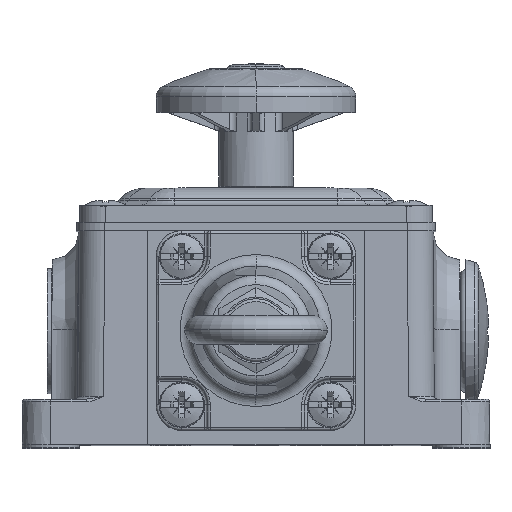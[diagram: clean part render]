
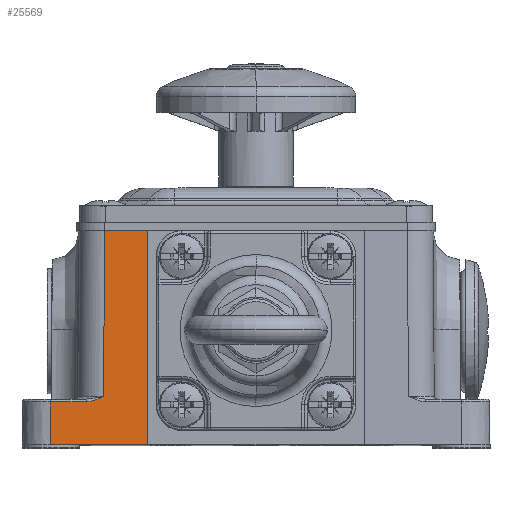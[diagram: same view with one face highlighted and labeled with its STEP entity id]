
A CAD part, top view. The second image highlights one B-rep face of the part: STEP entity #25569.
In plain terms, the highlighted planar face has unit normal (0, 0.003, 1).
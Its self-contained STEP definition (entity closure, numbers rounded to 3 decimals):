
#1373=DIRECTION('',(-1.,0.,0.));
#1374=VECTOR('',#1373,7.5);
#1375=CARTESIAN_POINT('',(-19.,38.,-0.1));
#1376=LINE('',#1375,#1374);
#1599=DIRECTION('',(-1.,0.,0.));
#1600=VECTOR('',#1599,17.);
#1601=CARTESIAN_POINT('',(-19.,0.5,0.));
#1602=LINE('',#1601,#1600);
#1603=DIRECTION('',(0.008,1.,-0.003));
#1604=VECTOR('',#1603,29.002);
#1605=CARTESIAN_POINT('',(-26.732,8.999,
-0.023));
#1606=LINE('',#1605,#1604);
#1615=DIRECTION('',(0.,1.,-0.003));
#1616=VECTOR('',#1615,37.5);
#1617=CARTESIAN_POINT('',(-19.,0.5,0.));
#1618=LINE('',#1617,#1616);
#2851=CARTESIAN_POINT('',(-26.732,8.999,
-0.023));
#2852=CARTESIAN_POINT('',(-27.173,8.771,
-0.022));
#2853=CARTESIAN_POINT('',(-27.982,8.394,
-0.021));
#2854=CARTESIAN_POINT('',(-28.802,8.1,
-0.02));
#2855=CARTESIAN_POINT('',(-29.426,8.012,
-0.02));
#2856=CARTESIAN_POINT('',(-29.728,8.001,
-0.02));
#2867=DIRECTION('',(-1.,0.,0.));
#2868=VECTOR('',#2867,6.272);
#2869=CARTESIAN_POINT('',(-29.728,8.001,
-0.02));
#2870=LINE('',#2869,#2868);
#2914=DIRECTION('',(0.,-1.,0.003));
#2915=VECTOR('',#2914,7.501);
#2916=CARTESIAN_POINT('',(-36.,8.001,
-0.02));
#2917=LINE('',#2916,#2915);
#20802=CARTESIAN_POINT('',(-19.,38.,-0.1));
#20803=VERTEX_POINT('',#20802);
#20804=CARTESIAN_POINT('',(-26.5,38.,
-0.1));
#20805=VERTEX_POINT('',#20804);
#20866=CARTESIAN_POINT('',(-26.732,8.999,
-0.023));
#20867=VERTEX_POINT('',#20866);
#20868=CARTESIAN_POINT('',(-19.,0.5,0.));
#20869=VERTEX_POINT('',#20868);
#20870=CARTESIAN_POINT('',(-36.,0.5,
0.));
#20871=VERTEX_POINT('',#20870);
#20872=CARTESIAN_POINT('',(-36.,8.001,
-0.02));
#20873=VERTEX_POINT('',#20872);
#20874=CARTESIAN_POINT('',(-29.728,8.001,
-0.02));
#20875=VERTEX_POINT('',#20874);
#25550=CARTESIAN_POINT('',(-31.3,38.,-0.1));
#25551=DIRECTION('',(0.,0.003,1.));
#25552=DIRECTION('',(0.,-1.,0.003));
#25553=AXIS2_PLACEMENT_3D('',#25550,#25551,#25552);
#25554=PLANE('',#25553);
#25555=ORIENTED_EDGE('',*,*,#25410,.F.);
#25557=ORIENTED_EDGE('',*,*,#25556,.F.);
#25559=ORIENTED_EDGE('',*,*,#25558,.T.);
#25561=ORIENTED_EDGE('',*,*,#25560,.F.);
#25563=ORIENTED_EDGE('',*,*,#25562,.F.);
#25565=ORIENTED_EDGE('',*,*,#25564,.F.);
#25566=ORIENTED_EDGE('',*,*,#25542,.T.);
#25567=EDGE_LOOP('',(#25555,#25557,#25559,#25561,#25563,#25565,#25566));
#25568=FACE_OUTER_BOUND('',#25567,.F.);
#25569=ADVANCED_FACE('',(#25568),#25554,.T.);
#2857=B_SPLINE_CURVE_WITH_KNOTS('',3,(#2851,#2852,#2853,#2854,#2855,#2856),
.UNSPECIFIED.,.F.,.F.,(4,1,1,4),(0.,0.333,0.667,1.),
.UNSPECIFIED.);
#25410=EDGE_CURVE('',#20803,#20805,#1376,.T.);
#25542=EDGE_CURVE('',#20867,#20805,#1606,.T.);
#25556=EDGE_CURVE('',#20869,#20803,#1618,.T.);
#25558=EDGE_CURVE('',#20869,#20871,#1602,.T.);
#25560=EDGE_CURVE('',#20873,#20871,#2917,.T.);
#25562=EDGE_CURVE('',#20875,#20873,#2870,.T.);
#25564=EDGE_CURVE('',#20867,#20875,#2857,.T.);
